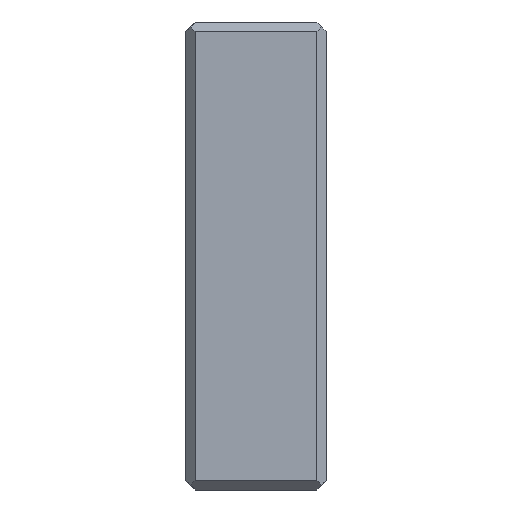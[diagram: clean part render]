
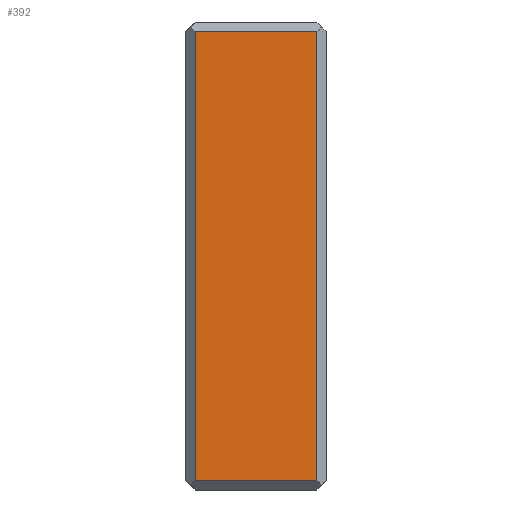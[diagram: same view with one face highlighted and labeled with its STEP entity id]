
A CAD part, left-side view. The second image highlights one B-rep face of the part: STEP entity #392.
In plain terms, the highlighted planar face has unit normal (-1, 0, 0).
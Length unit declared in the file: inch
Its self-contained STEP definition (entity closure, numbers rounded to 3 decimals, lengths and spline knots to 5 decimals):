
#9 = EDGE_CURVE ( 'NONE', #74, #262, #987, .T. ) ;
#27 = DIRECTION ( 'NONE',  ( 0., 0., 1. ) ) ;
#34 = CARTESIAN_POINT ( 'NONE',  ( -4., 0.375, 1.25 ) ) ;
#35 = CARTESIAN_POINT ( 'NONE',  ( -4., 0.325, 1.2 ) ) ;
#74 = VERTEX_POINT ( 'NONE', #1007 ) ;
#82 = DIRECTION ( 'NONE',  ( 0., 0., -1. ) ) ;
#148 = EDGE_CURVE ( 'NONE', #262, #926, #843, .T. ) ;
#158 = CARTESIAN_POINT ( 'NONE',  ( -4., 0.325, -1.25 ) ) ;
#162 = AXIS2_PLACEMENT_3D ( 'NONE', #34, #906, #27 ) ;
#166 = DIRECTION ( 'NONE',  ( 0., 0., 1. ) ) ;
#220 = DIRECTION ( 'NONE',  ( 0., 1., 0. ) ) ;
#227 = EDGE_CURVE ( 'NONE', #926, #1039, #526, .T. ) ;
#236 = VECTOR ( 'NONE', #220, 39.37008 ) ;
#249 = ORIENTED_EDGE ( 'NONE', *, *, #148, .T. ) ;
#259 = CARTESIAN_POINT ( 'NONE',  ( -4., 0.325, 1.2 ) ) ;
#262 = VERTEX_POINT ( 'NONE', #259 ) ;
#317 = ORIENTED_EDGE ( 'NONE', *, *, #1037, .T. ) ;
#345 = DIRECTION ( 'NONE',  ( 0., -1., 0. ) ) ;
#392 = ADVANCED_FACE ( 'NONE', ( #802 ), #1072, .T. ) ;
#486 = CARTESIAN_POINT ( 'NONE',  ( -4., -0.325, -1.2 ) ) ;
#526 = LINE ( 'NONE', #955, #617 ) ;
#617 = VECTOR ( 'NONE', #345, 39.37008 ) ;
#678 = VECTOR ( 'NONE', #166, 39.37008 ) ;
#802 = FACE_OUTER_BOUND ( 'NONE', #959, .T. ) ;
#811 = CARTESIAN_POINT ( 'NONE',  ( -4., 0.325, -1.2 ) ) ;
#843 = LINE ( 'NONE', #158, #919 ) ;
#906 = DIRECTION ( 'NONE',  ( -1., 0., 0. ) ) ;
#919 = VECTOR ( 'NONE', #82, 39.37008 ) ;
#922 = LINE ( 'NONE', #1100, #678 ) ;
#926 = VERTEX_POINT ( 'NONE', #811 ) ;
#936 = ORIENTED_EDGE ( 'NONE', *, *, #9, .T. ) ;
#955 = CARTESIAN_POINT ( 'NONE',  ( -4., 0.375, -1.2 ) ) ;
#959 = EDGE_LOOP ( 'NONE', ( #249, #1061, #317, #936 ) ) ;
#987 = LINE ( 'NONE', #35, #236 ) ;
#1007 = CARTESIAN_POINT ( 'NONE',  ( -4., -0.325, 1.2 ) ) ;
#1037 = EDGE_CURVE ( 'NONE', #1039, #74, #922, .T. ) ;
#1039 = VERTEX_POINT ( 'NONE', #486 ) ;
#1061 = ORIENTED_EDGE ( 'NONE', *, *, #227, .T. ) ;
#1072 = PLANE ( 'NONE',  #162 ) ;
#1100 = CARTESIAN_POINT ( 'NONE',  ( -4., -0.325, 1.25 ) ) ;
